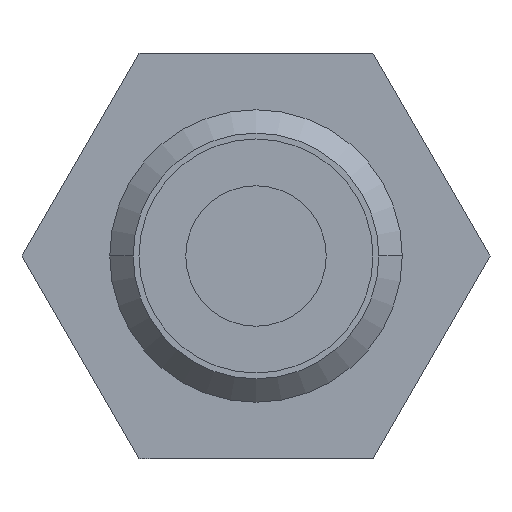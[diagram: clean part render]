
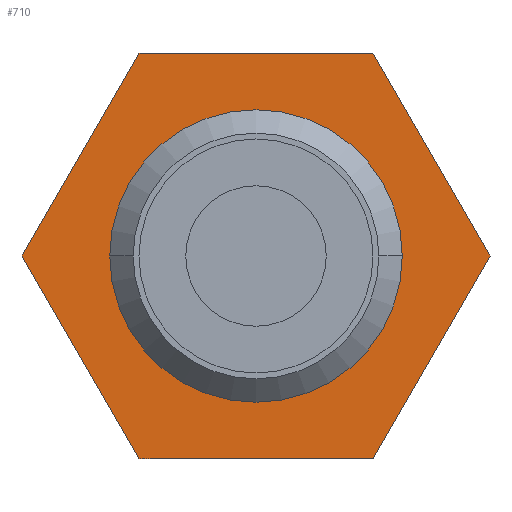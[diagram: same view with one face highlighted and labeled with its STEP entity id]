
A CAD part, front view. The second image highlights one B-rep face of the part: STEP entity #710.
In plain terms, the highlighted planar face has unit normal (0, -1, 0).
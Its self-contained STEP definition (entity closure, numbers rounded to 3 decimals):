
#336=CARTESIAN_POINT('',(6.25,700.0,0.));
#337=VERTEX_POINT('',#336);
#346=CARTESIAN_POINT('',(-6.25,700.0,0.));
#347=VERTEX_POINT('',#346);
#348=CARTESIAN_POINT('',(0.0,700.0,0.));
#349=DIRECTION('',(0.0,1.0,0.0));
#350=DIRECTION('',(1.0,0.0,0.0));
#351=AXIS2_PLACEMENT_3D('',#348,#349,#350);
#352=CIRCLE('',#351,6.25);
#353=EDGE_CURVE('',#347,#337,#352,.T.);
#473=CARTESIAN_POINT('',(0.0,700.0,0.));
#474=DIRECTION('',(0.0,1.0,0.0));
#475=DIRECTION('',(1.0,0.0,0.0));
#476=AXIS2_PLACEMENT_3D('',#473,#474,#475);
#477=CIRCLE('',#476,6.25);
#478=EDGE_CURVE('',#337,#347,#477,.T.);
#555=CARTESIAN_POINT('',(-10.,700.0,0.));
#556=VERTEX_POINT('',#555);
#563=CARTESIAN_POINT('',(-5.,700.0,8.66));
#564=VERTEX_POINT('',#563);
#565=CARTESIAN_POINT('',(-10.,700.0,0.));
#566=DIRECTION('',(0.5,0.0,0.866));
#567=VECTOR('',#566,10.);
#568=LINE('',#565,#567);
#569=EDGE_CURVE('',#556,#564,#568,.T.);
#586=CARTESIAN_POINT('',(-5.,700.0,-8.66));
#587=VERTEX_POINT('',#586);
#594=CARTESIAN_POINT('',(-5.,700.0,-8.66));
#595=DIRECTION('',(-0.5,0.0,0.866));
#596=VECTOR('',#595,10.);
#597=LINE('',#594,#596);
#598=EDGE_CURVE('',#587,#556,#597,.T.);
#610=CARTESIAN_POINT('',(5.,700.0,-8.66));
#611=VERTEX_POINT('',#610);
#618=CARTESIAN_POINT('',(5.,700.0,-8.66));
#619=DIRECTION('',(-1.0,0.0,0.0));
#620=VECTOR('',#619,10.);
#621=LINE('',#618,#620);
#622=EDGE_CURVE('',#611,#587,#621,.T.);
#634=CARTESIAN_POINT('',(10.,700.0,0.));
#635=VERTEX_POINT('',#634);
#642=CARTESIAN_POINT('',(10.,700.0,0.));
#643=DIRECTION('',(-0.5,0.0,-0.866));
#644=VECTOR('',#643,10.);
#645=LINE('',#642,#644);
#646=EDGE_CURVE('',#635,#611,#645,.T.);
#658=CARTESIAN_POINT('',(5.,700.0,8.66));
#659=VERTEX_POINT('',#658);
#666=CARTESIAN_POINT('',(5.,700.0,8.66));
#667=DIRECTION('',(0.5,0.0,-0.866));
#668=VECTOR('',#667,10.);
#669=LINE('',#666,#668);
#670=EDGE_CURVE('',#659,#635,#669,.T.);
#683=CARTESIAN_POINT('',(-5.,700.0,8.66));
#684=DIRECTION('',(1.0,0.0,0.0));
#685=VECTOR('',#684,10.);
#686=LINE('',#683,#685);
#687=EDGE_CURVE('',#564,#659,#686,.T.);
#693=CARTESIAN_POINT('',(0.,700.0,0.));
#694=DIRECTION('',(0.0,1.0,0.0));
#695=DIRECTION('',(1.0,0.0,0.0));
#696=AXIS2_PLACEMENT_3D('',#693,#694,#695);
#697=PLANE('',#696);
#698=ORIENTED_EDGE('',*,*,#687,.F.);
#699=ORIENTED_EDGE('',*,*,#569,.F.);
#700=ORIENTED_EDGE('',*,*,#598,.F.);
#701=ORIENTED_EDGE('',*,*,#622,.F.);
#702=ORIENTED_EDGE('',*,*,#646,.F.);
#703=ORIENTED_EDGE('',*,*,#670,.F.);
#704=EDGE_LOOP('',(#698,#699,#700,#701,#702,#703));
#705=FACE_OUTER_BOUND('',#704,.T.);
#706=ORIENTED_EDGE('',*,*,#478,.T.);
#707=ORIENTED_EDGE('',*,*,#353,.T.);
#708=EDGE_LOOP('',(#706,#707));
#709=FACE_BOUND('',#708,.T.);
#710=ADVANCED_FACE('',(#705,#709),#697,.F.);
